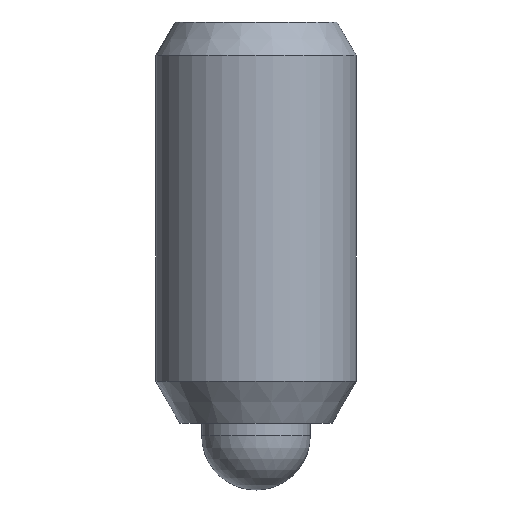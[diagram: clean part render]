
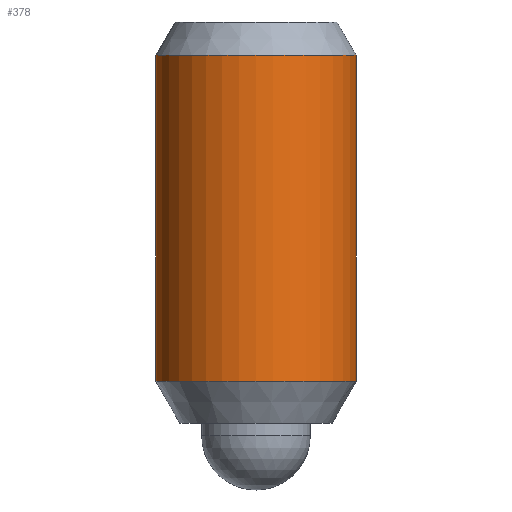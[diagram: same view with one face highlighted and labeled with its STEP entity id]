
A CAD part, front view. The second image highlights one B-rep face of the part: STEP entity #378.
In plain terms, the highlighted cylindrical face has radius 12 mm (diameter 24 mm), a partial arc.
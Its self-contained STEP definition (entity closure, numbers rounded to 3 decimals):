
#170=EDGE_CURVE('',#352,#344,#439,.T.);
#188=EDGE_CURVE('',#348,#360,#459,.T.);
#262=EDGE_CURVE('',#352,#348,#546,.T.);
#306=EDGE_CURVE('',#360,#344,#592,.T.);
#344=VERTEX_POINT('',#637);
#348=VERTEX_POINT('',#641);
#352=VERTEX_POINT('',#645);
#360=VERTEX_POINT('',#653);
#378=ADVANCED_FACE('',(#672),#673,.T.);
#439=CIRCLE('',#738,12.0);
#459=CIRCLE('',#765,12.0);
#546=LINE('',#881,#882);
#592=LINE('',#956,#957);
#637=CARTESIAN_POINT('',(-12.0,0.,13.0));
#641=CARTESIAN_POINT('',(12.0,0.,52.0));
#645=CARTESIAN_POINT('',(12.0,0.,13.0));
#653=CARTESIAN_POINT('',(-12.0,0.,52.0));
#672=FACE_OUTER_BOUND('',#1097,.T.);
#673=CYLINDRICAL_SURFACE('',#1098,12.0);
#738=AXIS2_PLACEMENT_3D('',#1149,#1150,#1151);
#765=AXIS2_PLACEMENT_3D('',#1176,#1177,#1178);
#881=CARTESIAN_POINT('',(12.0,0.,32.5));
#882=VECTOR('',#1298,1.0);
#956=CARTESIAN_POINT('',(-12.0,0.,32.5));
#957=VECTOR('',#1336,1.0);
#1097=EDGE_LOOP('',(#1410,#1411,#1412,#1413));
#1098=AXIS2_PLACEMENT_3D('',#1414,#1415,#1416);
#1149=CARTESIAN_POINT('',(0.,0.,13.0));
#1150=DIRECTION('',(-0.0,0.0,-1.0));
#1151=DIRECTION('',(-1.0,0.,0.0));
#1176=CARTESIAN_POINT('',(0.,0.,52.0));
#1177=DIRECTION('',(-0.0,0.0,-1.0));
#1178=DIRECTION('',(-1.0,0.,0.0));
#1298=DIRECTION('',(-0.0,-0.0,1.0));
#1336=DIRECTION('',(0.0,0.0,-1.0));
#1410=ORIENTED_EDGE('',*,*,#306,.T.);
#1411=ORIENTED_EDGE('',*,*,#170,.F.);
#1412=ORIENTED_EDGE('',*,*,#262,.T.);
#1413=ORIENTED_EDGE('',*,*,#188,.T.);
#1414=CARTESIAN_POINT('',(0.,0.,32.5));
#1415=DIRECTION('',(0.0,-0.0,1.0));
#1416=DIRECTION('',(-1.0,0.,0.0));
